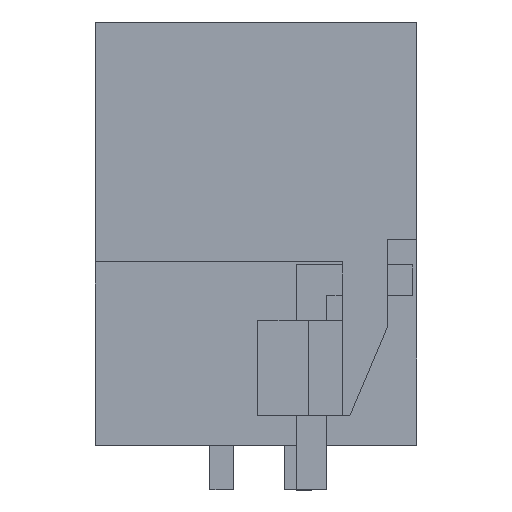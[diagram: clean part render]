
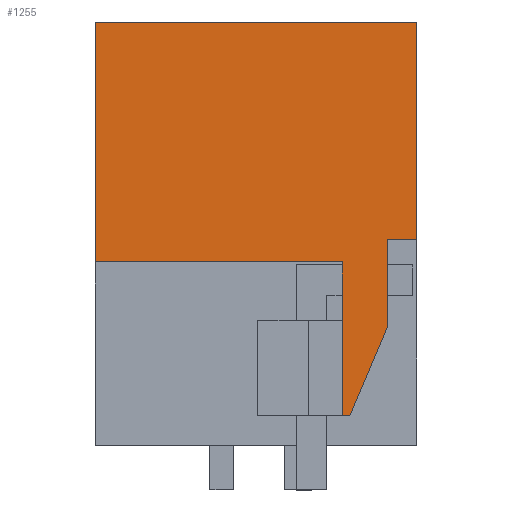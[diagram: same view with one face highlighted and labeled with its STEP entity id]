
A CAD part, left-side view. The second image highlights one B-rep face of the part: STEP entity #1255.
In plain terms, the highlighted planar face has unit normal (-1, 0, 0).
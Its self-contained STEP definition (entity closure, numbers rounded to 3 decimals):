
#1202=AXIS2_PLACEMENT_3D('Plane Axis2P3D',#1199,#1200,#1201) ;
#197=CARTESIAN_POINT('Vertex',(0.,10.8,15.7)) ;
#200=CARTESIAN_POINT('Line Origine',(0.,5.4,15.7)) ;
#204=CARTESIAN_POINT('Vertex',(0.,0.,15.7)) ;
#445=CARTESIAN_POINT('Line Origine',(0.,0.,12.05)) ;
#449=CARTESIAN_POINT('Vertex',(0.,0.,8.4)) ;
#674=CARTESIAN_POINT('Vertex',(0.,10.8,7.65)) ;
#677=CARTESIAN_POINT('Line Origine',(0.,10.8,11.675)) ;
#1199=CARTESIAN_POINT('Axis2P3D Location',(0.,10.8,-2.)) ;
#1204=CARTESIAN_POINT('Line Origine',(0.,6.65,7.65)) ;
#1208=CARTESIAN_POINT('Vertex',(0.,2.5,7.65)) ;
#1211=CARTESIAN_POINT('Line Origine',(0.,2.5,5.075)) ;
#1215=CARTESIAN_POINT('Vertex',(0.,2.5,2.5)) ;
#1218=CARTESIAN_POINT('Line Origine',(0.,2.375,2.5)) ;
#1222=CARTESIAN_POINT('Vertex',(0.,2.25,2.5)) ;
#1225=CARTESIAN_POINT('Line Origine',(0.,1.623,3.979)) ;
#1229=CARTESIAN_POINT('Vertex',(0.,0.997,5.458)) ;
#1232=CARTESIAN_POINT('Line Origine',(0.,0.997,6.929)) ;
#1236=CARTESIAN_POINT('Vertex',(0.,0.997,8.4)) ;
#1239=CARTESIAN_POINT('Line Origine',(0.,0.498,8.4)) ;
#201=DIRECTION('Vector Direction',(0.,-1.,0.)) ;
#446=DIRECTION('Vector Direction',(0.,0.,1.)) ;
#678=DIRECTION('Vector Direction',(0.,0.,1.)) ;
#1200=DIRECTION('Axis2P3D Direction',(-1.,0.,0.)) ;
#1201=DIRECTION('Axis2P3D XDirection',(0.,-1.,0.)) ;
#1205=DIRECTION('Vector Direction',(0.,1.,0.)) ;
#1212=DIRECTION('Vector Direction',(0.,0.,1.)) ;
#1219=DIRECTION('Vector Direction',(0.,-1.,0.)) ;
#1226=DIRECTION('Vector Direction',(0.,0.39,-0.921)) ;
#1233=DIRECTION('Vector Direction',(0.,0.,1.)) ;
#1240=DIRECTION('Vector Direction',(0.,-1.,0.)) ;
#202=VECTOR('Line Direction',#201,1.) ;
#447=VECTOR('Line Direction',#446,1.) ;
#679=VECTOR('Line Direction',#678,1.) ;
#1206=VECTOR('Line Direction',#1205,1.) ;
#1213=VECTOR('Line Direction',#1212,1.) ;
#1220=VECTOR('Line Direction',#1219,1.) ;
#1227=VECTOR('Line Direction',#1226,1.) ;
#1234=VECTOR('Line Direction',#1233,1.) ;
#1241=VECTOR('Line Direction',#1240,1.) ;
#1245=ORIENTED_EDGE('',*,*,#451,.T.) ;
#1246=ORIENTED_EDGE('',*,*,#206,.T.) ;
#1247=ORIENTED_EDGE('',*,*,#681,.T.) ;
#1248=ORIENTED_EDGE('',*,*,#1210,.F.) ;
#1249=ORIENTED_EDGE('',*,*,#1217,.F.) ;
#1250=ORIENTED_EDGE('',*,*,#1224,.F.) ;
#1251=ORIENTED_EDGE('',*,*,#1231,.F.) ;
#1252=ORIENTED_EDGE('',*,*,#1238,.F.) ;
#1253=ORIENTED_EDGE('',*,*,#1243,.F.) ;
#1255=ADVANCED_FACE('HOUSING',(#1254),#1203,.T.) ;
#206=EDGE_CURVE('',#205,#198,#203,.F.) ;
#451=EDGE_CURVE('',#450,#205,#448,.T.) ;
#681=EDGE_CURVE('',#198,#675,#680,.F.) ;
#1210=EDGE_CURVE('',#1209,#675,#1207,.T.) ;
#1217=EDGE_CURVE('',#1216,#1209,#1214,.T.) ;
#1224=EDGE_CURVE('',#1223,#1216,#1221,.F.) ;
#1231=EDGE_CURVE('',#1230,#1223,#1228,.T.) ;
#1238=EDGE_CURVE('',#1237,#1230,#1235,.F.) ;
#1243=EDGE_CURVE('',#450,#1237,#1242,.F.) ;
#1244=EDGE_LOOP('',(#1245,#1246,#1247,#1248,#1249,#1250,#1251,#1252,#1253)) ;
#1254=FACE_OUTER_BOUND('',#1244,.T.) ;
#203=LINE('Line',#200,#202) ;
#448=LINE('Line',#445,#447) ;
#680=LINE('Line',#677,#679) ;
#1207=LINE('Line',#1204,#1206) ;
#1214=LINE('Line',#1211,#1213) ;
#1221=LINE('Line',#1218,#1220) ;
#1228=LINE('Line',#1225,#1227) ;
#1235=LINE('Line',#1232,#1234) ;
#1242=LINE('Line',#1239,#1241) ;
#1203=PLANE('',#1202) ;
#198=VERTEX_POINT('',#197) ;
#205=VERTEX_POINT('',#204) ;
#450=VERTEX_POINT('',#449) ;
#675=VERTEX_POINT('',#674) ;
#1209=VERTEX_POINT('',#1208) ;
#1216=VERTEX_POINT('',#1215) ;
#1223=VERTEX_POINT('',#1222) ;
#1230=VERTEX_POINT('',#1229) ;
#1237=VERTEX_POINT('',#1236) ;
